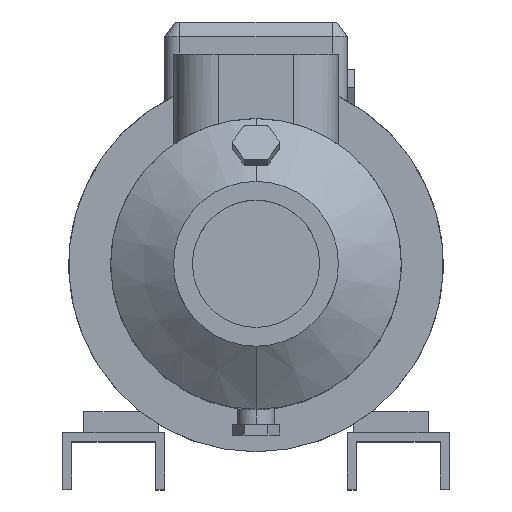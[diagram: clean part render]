
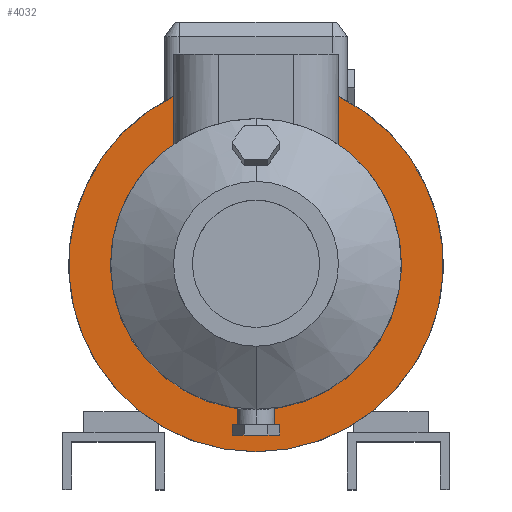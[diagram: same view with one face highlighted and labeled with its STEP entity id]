
A CAD part, top view. The second image highlights one B-rep face of the part: STEP entity #4032.
In plain terms, the highlighted planar face has unit normal (0, 0, 1).
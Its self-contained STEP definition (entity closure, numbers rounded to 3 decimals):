
#269 = AXIS2_PLACEMENT_3D ( 'NONE', #11208, #2957, #9331 ) ;
#291 = CARTESIAN_POINT ( 'NONE',  ( 55., 112.25, -58. ) ) ;
#336 = EDGE_CURVE ( 'NONE', #1370, #8826, #2453, .T. ) ;
#431 = DIRECTION ( 'NONE',  ( 0., -1., 0. ) ) ;
#1370 = VERTEX_POINT ( 'NONE', #4090 ) ;
#1371 = PLANE ( 'NONE',  #2146 ) ;
#1378 = AXIS2_PLACEMENT_3D ( 'NONE', #2797, #7239, #3525 ) ;
#1856 = EDGE_CURVE ( 'NONE', #9550, #8826, #7985, .T. ) ;
#1904 = CARTESIAN_POINT ( 'NONE',  ( 0., -125., -58. ) ) ;
#1909 = CARTESIAN_POINT ( 'NONE',  ( -55., 112.25, -58. ) ) ;
#2024 = CIRCLE ( 'NONE', #269, 125. ) ;
#2146 = AXIS2_PLACEMENT_3D ( 'NONE', #7818, #4175, #11585 ) ;
#2453 = LINE ( 'NONE', #6155, #9155 ) ;
#2797 = CARTESIAN_POINT ( 'NONE',  ( 0., 0., -58. ) ) ;
#2906 = DIRECTION ( 'NONE',  ( 0., 0., 1. ) ) ;
#2957 = DIRECTION ( 'NONE',  ( 0., 0., 1. ) ) ;
#3016 = CARTESIAN_POINT ( 'NONE',  ( -55., 79.9, -58. ) ) ;
#3525 = DIRECTION ( 'NONE',  ( 0., -1., 0. ) ) ;
#3549 = DIRECTION ( 'NONE',  ( 0., 1., 0. ) ) ;
#3599 = ORIENTED_EDGE ( 'NONE', *, *, #9171, .T. ) ;
#4032 = ADVANCED_FACE ( 'NONE', ( #5941 ), #1371, .F. ) ;
#4090 = CARTESIAN_POINT ( 'NONE',  ( 55., 79.9, -58. ) ) ;
#4175 = DIRECTION ( 'NONE',  ( 0., 0., -1. ) ) ;
#4315 = VERTEX_POINT ( 'NONE', #1909 ) ;
#4586 = EDGE_CURVE ( 'NONE', #8101, #4315, #9923, .T. ) ;
#5290 = CIRCLE ( 'NONE', #10715, 97. ) ;
#5941 = FACE_OUTER_BOUND ( 'NONE', #7473, .T. ) ;
#6155 = CARTESIAN_POINT ( 'NONE',  ( 55., -125.002, -58. ) ) ;
#6163 = EDGE_CURVE ( 'NONE', #7181, #1370, #5290, .T. ) ;
#6545 = CARTESIAN_POINT ( 'NONE',  ( 0., 0., -58. ) ) ;
#6835 = CIRCLE ( 'NONE', #8390, 97. ) ;
#7181 = VERTEX_POINT ( 'NONE', #9620 ) ;
#7239 = DIRECTION ( 'NONE',  ( 0., 0., 1. ) ) ;
#7473 = EDGE_LOOP ( 'NONE', ( #10480, #11054, #10913, #11200, #3599, #7959 ) ) ;
#7684 = EDGE_CURVE ( 'NONE', #8101, #7181, #6835, .T. ) ;
#7778 = VECTOR ( 'NONE', #3549, 1000. ) ;
#7785 = CARTESIAN_POINT ( 'NONE',  ( 0., 0., -58. ) ) ;
#7818 = CARTESIAN_POINT ( 'NONE',  ( 0., 97., -58. ) ) ;
#7959 = ORIENTED_EDGE ( 'NONE', *, *, #1856, .T. ) ;
#7985 = CIRCLE ( 'NONE', #1378, 125. ) ;
#8101 = VERTEX_POINT ( 'NONE', #3016 ) ;
#8390 = AXIS2_PLACEMENT_3D ( 'NONE', #6545, #2906, #10246 ) ;
#8826 = VERTEX_POINT ( 'NONE', #291 ) ;
#8899 = CARTESIAN_POINT ( 'NONE',  ( -55., -125.002, -58. ) ) ;
#9155 = VECTOR ( 'NONE', #9856, 1000. ) ;
#9171 = EDGE_CURVE ( 'NONE', #4315, #9550, #2024, .T. ) ;
#9331 = DIRECTION ( 'NONE',  ( 0., -1., 0. ) ) ;
#9550 = VERTEX_POINT ( 'NONE', #1904 ) ;
#9620 = CARTESIAN_POINT ( 'NONE',  ( 0., -97., -58. ) ) ;
#9856 = DIRECTION ( 'NONE',  ( 0., 1., 0. ) ) ;
#9923 = LINE ( 'NONE', #8899, #7778 ) ;
#10246 = DIRECTION ( 'NONE',  ( 0., -1., 0. ) ) ;
#10480 = ORIENTED_EDGE ( 'NONE', *, *, #336, .F. ) ;
#10715 = AXIS2_PLACEMENT_3D ( 'NONE', #7785, #11493, #431 ) ;
#10913 = ORIENTED_EDGE ( 'NONE', *, *, #7684, .F. ) ;
#11054 = ORIENTED_EDGE ( 'NONE', *, *, #6163, .F. ) ;
#11200 = ORIENTED_EDGE ( 'NONE', *, *, #4586, .T. ) ;
#11208 = CARTESIAN_POINT ( 'NONE',  ( 0., 0., -58. ) ) ;
#11493 = DIRECTION ( 'NONE',  ( 0., 0., 1. ) ) ;
#11585 = DIRECTION ( 'NONE',  ( 0., 1., 0. ) ) ;
